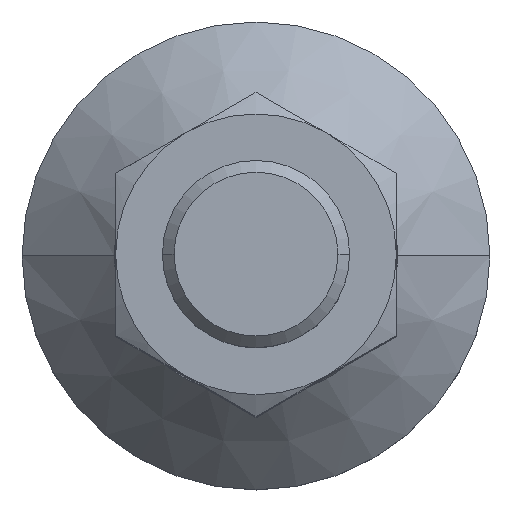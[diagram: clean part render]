
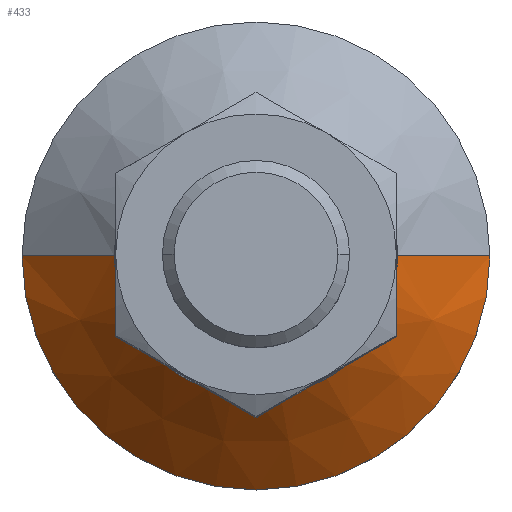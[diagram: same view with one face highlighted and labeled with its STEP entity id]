
A CAD part, top view. The second image highlights one B-rep face of the part: STEP entity #433.
In plain terms, the highlighted conical face has half-angle 45 degrees and reference radius 24.1 mm.
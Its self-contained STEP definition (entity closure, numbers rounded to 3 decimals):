
#361=EDGE_CURVE('',#759,#913,#1007,.T.);
#425=EDGE_CURVE('',#913,#517,#1082,.T.);
#433=ADVANCED_FACE('',(#1092),#1093,.T.);
#507=EDGE_CURVE('',#517,#561,#1174,.T.);
#517=VERTEX_POINT('',#1184);
#561=VERTEX_POINT('',#1233);
#659=EDGE_CURVE('',#759,#561,#1343,.T.);
#759=VERTEX_POINT('',#1456);
#913=VERTEX_POINT('',#1628);
#1007=LINE('',#1725,#1726);
#1082=CIRCLE('',#1901,18.2);
#1092=FACE_OUTER_BOUND('',#1921,.T.);
#1093=CONICAL_SURFACE('',#1922,24.1,0.785);
#1174=LINE('',#2065,#2066);
#1184=CARTESIAN_POINT('',(-18.2,0.,21.3));
#1233=CARTESIAN_POINT('',(-30.0,0.,9.5));
#1343=CIRCLE('',#2414,30.0);
#1456=CARTESIAN_POINT('',(30.0,0.,9.5));
#1628=CARTESIAN_POINT('',(18.2,0.,21.3));
#1725=CARTESIAN_POINT('',(24.1,0.,15.4));
#1726=VECTOR('',#3043,1.0);
#1901=AXIS2_PLACEMENT_3D('',#3140,#3141,#3142);
#1921=EDGE_LOOP('',(#3161,#3162,#3163,#3164));
#1922=AXIS2_PLACEMENT_3D('',#3165,#3166,#3167);
#2065=CARTESIAN_POINT('',(-24.1,0.,15.4));
#2066=VECTOR('',#3235,1.0);
#2414=AXIS2_PLACEMENT_3D('',#3424,#3425,#3426);
#3043=DIRECTION('',(-0.707,0.,0.707));
#3140=CARTESIAN_POINT('',(0.0,0.,21.3));
#3141=DIRECTION('',(-0.0,0.0,-1.0));
#3142=DIRECTION('',(-1.0,0.,0.0));
#3161=ORIENTED_EDGE('',*,*,#507,.T.);
#3162=ORIENTED_EDGE('',*,*,#659,.F.);
#3163=ORIENTED_EDGE('',*,*,#361,.T.);
#3164=ORIENTED_EDGE('',*,*,#425,.T.);
#3165=CARTESIAN_POINT('',(0.0,0.,15.4));
#3166=DIRECTION('',(-0.0,-0.0,-1.0));
#3167=DIRECTION('',(-1.0,0.,0.0));
#3235=DIRECTION('',(-0.707,0.,-0.707));
#3424=CARTESIAN_POINT('',(0.0,0.,9.5));
#3425=DIRECTION('',(-0.0,0.0,-1.0));
#3426=DIRECTION('',(-1.0,0.,0.0));
